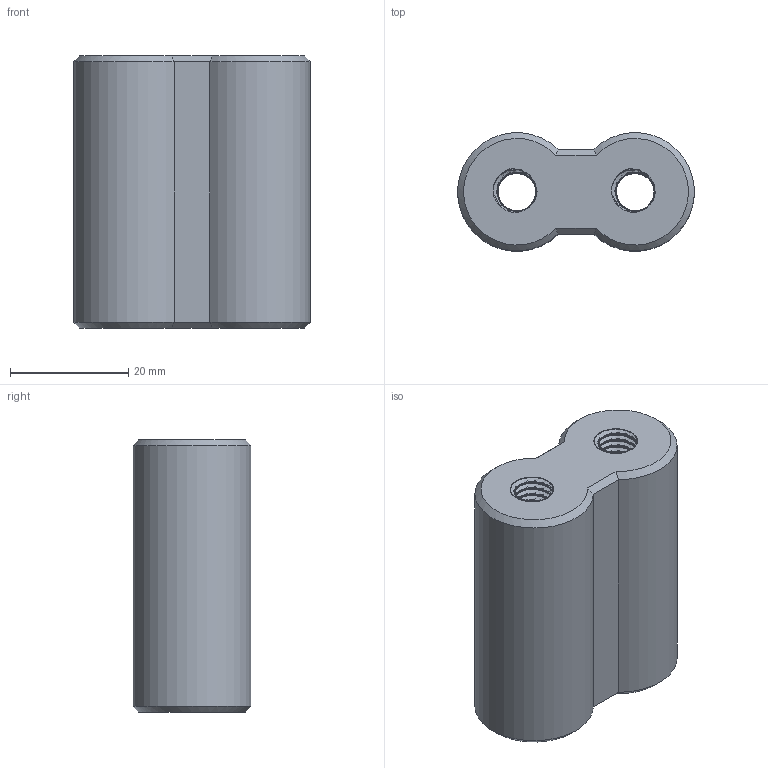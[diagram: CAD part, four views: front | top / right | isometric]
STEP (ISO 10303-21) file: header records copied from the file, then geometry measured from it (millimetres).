
FILE_DESCRIPTION(('FreeCAD Model'),'2;1');
FILE_NAME('liaison biellette.step', '2020-10-26T17:58:50',(''),(''),'Open CASCADE STEP processor 7.4', 'FreeCAD','Unknown');
FILE_SCHEMA(('AUTOMOTIVE_DESIGN { 1 0 10303 214 1 1 1 1 }'));
Length unit declared in the file: millimetre
Products named in the file (1): SubtractivePipe001
Bounding box: 39.92 x 19.94 x 46 mm (x, y, z)
Volume: 26208.9 mm3; surface area: 9362.8 mm2
Topology: 1 solids, 1 shells, 88 faces, 178 edges, 92 vertices
Faces by surface type: bspline 74, plane 8, cone 4, cylinder 2
Entity records: 87584 total; most frequent: CARTESIAN_POINT 84655, ORIENTED_EDGE 356, PCURVE 356, DEFINITIONAL_REPRESENTATION 356, B_SPLINE_CURVE_WITH_KNOTS 318, DIRECTION 262, LINE 196, VECTOR 196
